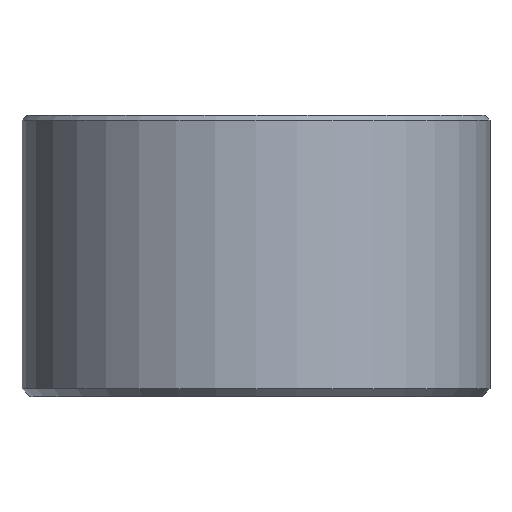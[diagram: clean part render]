
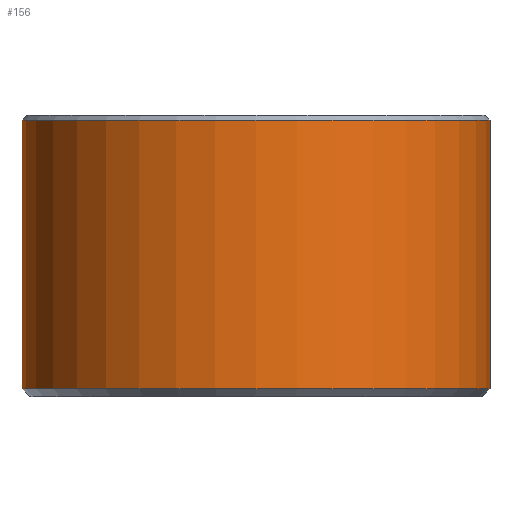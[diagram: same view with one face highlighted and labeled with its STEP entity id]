
A CAD part, front view. The second image highlights one B-rep face of the part: STEP entity #156.
In plain terms, the highlighted cylindrical face has radius 14.9 mm (diameter 29.8 mm), a partial arc.
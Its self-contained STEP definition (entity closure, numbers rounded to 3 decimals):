
#9 = VERTEX_POINT ( 'NONE', #68 ) ;
#62 = ORIENTED_EDGE ( 'NONE', *, *, #458, .T. ) ;
#64 = ORIENTED_EDGE ( 'NONE', *, *, #343, .T. ) ;
#68 = CARTESIAN_POINT ( 'NONE',  ( 14.9, 0., 0.5 ) ) ;
#125 = CARTESIAN_POINT ( 'NONE',  ( -14.9, 0., 17.6 ) ) ;
#140 = AXIS2_PLACEMENT_3D ( 'NONE', #330, #312, #310 ) ;
#149 = AXIS2_PLACEMENT_3D ( 'NONE', #373, #368, #366 ) ;
#156 = ADVANCED_FACE ( 'NONE', ( #349 ), #353, .T. ) ;
#166 = CARTESIAN_POINT ( 'NONE',  ( -14.9, 0., 17.9 ) ) ;
#172 = DIRECTION ( 'NONE',  ( 0., 0., -1. ) ) ;
#175 = DIRECTION ( 'NONE',  ( 0., 0., -1. ) ) ;
#183 = CARTESIAN_POINT ( 'NONE',  ( 14.9, 0., 17.9 ) ) ;
#186 = CARTESIAN_POINT ( 'NONE',  ( -14.9, 0., 0.5 ) ) ;
#198 = VECTOR ( 'NONE', #172, 1000. ) ;
#203 = AXIS2_PLACEMENT_3D ( 'NONE', #541, #540, #543 ) ;
#214 = VECTOR ( 'NONE', #175, 1000. ) ;
#218 = LINE ( 'NONE', #183, #214 ) ;
#220 = LINE ( 'NONE', #166, #198 ) ;
#251 = CIRCLE ( 'NONE', #140, 14.9 ) ;
#260 = CIRCLE ( 'NONE', #149, 14.9 ) ;
#310 = DIRECTION ( 'NONE',  ( 1., 0., 0. ) ) ;
#312 = DIRECTION ( 'NONE',  ( 0., 0., 1. ) ) ;
#330 = CARTESIAN_POINT ( 'NONE',  ( 0., 0., 0.5 ) ) ;
#338 = EDGE_CURVE ( 'NONE', #372, #542, #260, .T. ) ;
#343 = EDGE_CURVE ( 'NONE', #444, #9, #251, .T. ) ;
#347 = CARTESIAN_POINT ( 'NONE',  ( 14.9, 0., 17.6 ) ) ;
#349 = FACE_OUTER_BOUND ( 'NONE', #484, .T. ) ;
#353 = CYLINDRICAL_SURFACE ( 'NONE', #203, 14.9 ) ;
#366 = DIRECTION ( 'NONE',  ( 1., 0., 0. ) ) ;
#368 = DIRECTION ( 'NONE',  ( 0., 0., -1. ) ) ;
#372 = VERTEX_POINT ( 'NONE', #347 ) ;
#373 = CARTESIAN_POINT ( 'NONE',  ( 0., 0., 17.6 ) ) ;
#392 = ORIENTED_EDGE ( 'NONE', *, *, #447, .F. ) ;
#444 = VERTEX_POINT ( 'NONE', #186 ) ;
#447 = EDGE_CURVE ( 'NONE', #372, #9, #218, .T. ) ;
#458 = EDGE_CURVE ( 'NONE', #542, #444, #220, .T. ) ;
#484 = EDGE_LOOP ( 'NONE', ( #392, #536, #62, #64 ) ) ;
#536 = ORIENTED_EDGE ( 'NONE', *, *, #338, .T. ) ;
#540 = DIRECTION ( 'NONE',  ( 0., 0., -1. ) ) ;
#541 = CARTESIAN_POINT ( 'NONE',  ( 0., 0., 17.9 ) ) ;
#542 = VERTEX_POINT ( 'NONE', #125 ) ;
#543 = DIRECTION ( 'NONE',  ( -1., 0., 0. ) ) ;
